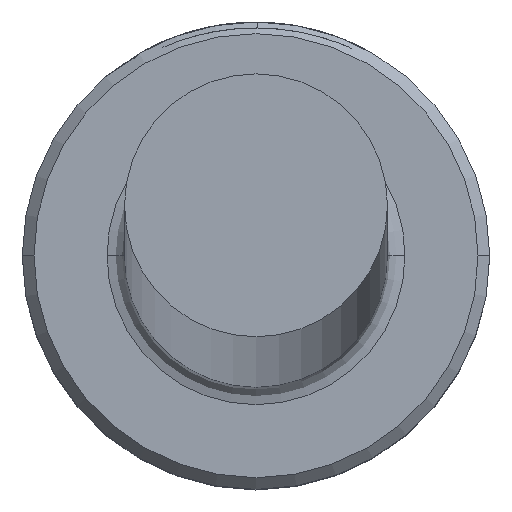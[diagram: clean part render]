
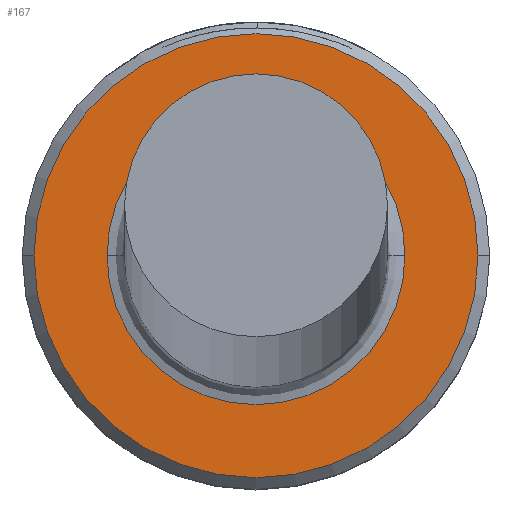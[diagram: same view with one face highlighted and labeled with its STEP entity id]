
A CAD part, top view. The second image highlights one B-rep face of the part: STEP entity #167.
In plain terms, the highlighted planar face has unit normal (0, 0, 1).
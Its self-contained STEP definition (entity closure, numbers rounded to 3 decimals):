
#32 = ORIENTED_EDGE ( 'NONE', *, *, #742, .T. ) ;
#93 = VERTEX_POINT ( 'NONE', #532 ) ;
#114 = CARTESIAN_POINT ( 'NONE',  ( 0., 0., 6. ) ) ;
#126 = AXIS2_PLACEMENT_3D ( 'NONE', #941, #425, #1037 ) ;
#158 = CARTESIAN_POINT ( 'NONE',  ( 0., 0., 6. ) ) ;
#167 = ADVANCED_FACE ( 'NONE', ( #274, #317 ), #953, .T. ) ;
#195 = DIRECTION ( 'NONE',  ( 0., 0., 1. ) ) ;
#197 = DIRECTION ( 'NONE',  ( -1., 0., 0. ) ) ;
#266 = CIRCLE ( 'NONE', #730, 3.8 ) ;
#274 = FACE_OUTER_BOUND ( 'NONE', #897, .T. ) ;
#289 = CIRCLE ( 'NONE', #853, 2.55 ) ;
#317 = FACE_BOUND ( 'NONE', #460, .T. ) ;
#327 = AXIS2_PLACEMENT_3D ( 'NONE', #158, #868, #942 ) ;
#425 = DIRECTION ( 'NONE',  ( 0., 0., -1. ) ) ;
#460 = EDGE_LOOP ( 'NONE', ( #1144, #905 ) ) ;
#473 = VERTEX_POINT ( 'NONE', #485 ) ;
#485 = CARTESIAN_POINT ( 'NONE',  ( 3.8, 0., 6. ) ) ;
#529 = EDGE_CURVE ( 'NONE', #685, #725, #534, .T. ) ;
#532 = CARTESIAN_POINT ( 'NONE',  ( -3.8, 0., 6. ) ) ;
#534 = CIRCLE ( 'NONE', #126, 2.55 ) ;
#549 = DIRECTION ( 'NONE',  ( 0., 0., 1. ) ) ;
#613 = AXIS2_PLACEMENT_3D ( 'NONE', #1080, #549, #1164 ) ;
#685 = VERTEX_POINT ( 'NONE', #1145 ) ;
#716 = CARTESIAN_POINT ( 'NONE',  ( -2.55, 0., 6. ) ) ;
#720 = CARTESIAN_POINT ( 'NONE',  ( 0., 0., 6. ) ) ;
#725 = VERTEX_POINT ( 'NONE', #716 ) ;
#727 = DIRECTION ( 'NONE',  ( 0., 0., -1. ) ) ;
#730 = AXIS2_PLACEMENT_3D ( 'NONE', #720, #195, #817 ) ;
#742 = EDGE_CURVE ( 'NONE', #473, #93, #976, .T. ) ;
#748 = EDGE_CURVE ( 'NONE', #93, #473, #266, .T. ) ;
#794 = EDGE_CURVE ( 'NONE', #725, #685, #289, .T. ) ;
#817 = DIRECTION ( 'NONE',  ( 1., 0., 0. ) ) ;
#838 = ORIENTED_EDGE ( 'NONE', *, *, #748, .T. ) ;
#853 = AXIS2_PLACEMENT_3D ( 'NONE', #114, #727, #197 ) ;
#868 = DIRECTION ( 'NONE',  ( 0., 0., 1. ) ) ;
#897 = EDGE_LOOP ( 'NONE', ( #838, #32 ) ) ;
#905 = ORIENTED_EDGE ( 'NONE', *, *, #529, .T. ) ;
#941 = CARTESIAN_POINT ( 'NONE',  ( 0., 0., 6. ) ) ;
#942 = DIRECTION ( 'NONE',  ( 1., 0., 0. ) ) ;
#953 = PLANE ( 'NONE',  #327 ) ;
#976 = CIRCLE ( 'NONE', #613, 3.8 ) ;
#1037 = DIRECTION ( 'NONE',  ( -1., 0., 0. ) ) ;
#1080 = CARTESIAN_POINT ( 'NONE',  ( 0., 0., 6. ) ) ;
#1144 = ORIENTED_EDGE ( 'NONE', *, *, #794, .T. ) ;
#1145 = CARTESIAN_POINT ( 'NONE',  ( 2.55, 0., 6. ) ) ;
#1164 = DIRECTION ( 'NONE',  ( 1., 0., 0. ) ) ;
